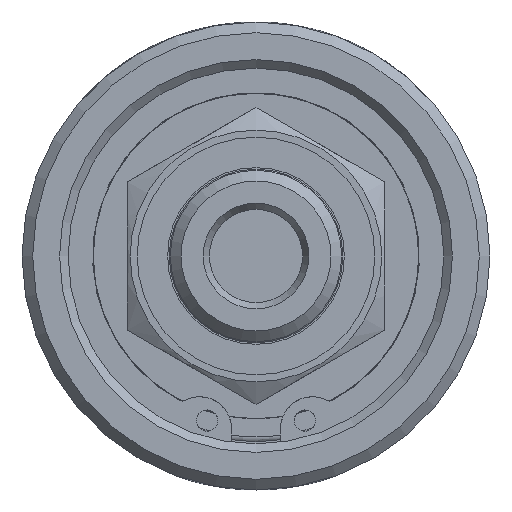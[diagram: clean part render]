
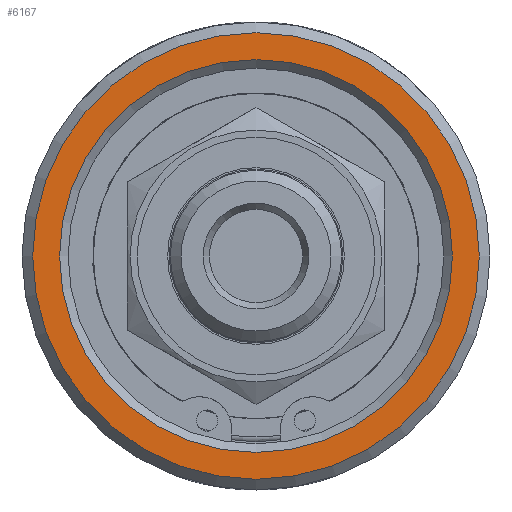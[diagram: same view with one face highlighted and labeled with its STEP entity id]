
A CAD part, left-side view. The second image highlights one B-rep face of the part: STEP entity #6167.
In plain terms, the highlighted planar face has unit normal (-1, 0, 0).
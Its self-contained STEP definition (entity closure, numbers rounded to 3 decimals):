
#1062=FACE_BOUND('',#2146,.T.);
#1215=CIRCLE('',#6659,18.34);
#1218=CIRCLE('',#6664,20.85);
#1434=PLANE('',#6663);
#1756=FACE_OUTER_BOUND('',#2145,.T.);
#2145=EDGE_LOOP('',(#5529));
#2146=EDGE_LOOP('',(#5530));
#2972=VERTEX_POINT('',#14374);
#2975=VERTEX_POINT('',#14384);
#3837=EDGE_CURVE('',#2972,#2972,#1215,.T.);
#3841=EDGE_CURVE('',#2975,#2975,#1218,.T.);
#5529=ORIENTED_EDGE('',*,*,#3841,.F.);
#5530=ORIENTED_EDGE('',*,*,#3837,.F.);
#6167=ADVANCED_FACE('',(#1756,#1062),#1434,.T.);
#6659=AXIS2_PLACEMENT_3D('',#14376,#7939,#7940);
#6663=AXIS2_PLACEMENT_3D('',#14383,#7948,#7949);
#6664=AXIS2_PLACEMENT_3D('',#14385,#7950,#7951);
#7939=DIRECTION('center_axis',(-1.,0.,0.));
#7940=DIRECTION('ref_axis',(0.,0.,
-1.));
#7948=DIRECTION('center_axis',(-1.,0.,0.));
#7949=DIRECTION('ref_axis',(0.,0.,1.));
#7950=DIRECTION('center_axis',(1.,0.,0.));
#7951=DIRECTION('ref_axis',(0.,-1.,0.));
#14374=CARTESIAN_POINT('',(25.74,0.,18.34));
#14376=CARTESIAN_POINT('Origin',(25.74,0.,0.));
#14383=CARTESIAN_POINT('Origin',(25.74,0.,0.));
#14384=CARTESIAN_POINT('',(25.74,20.85,0.));
#14385=CARTESIAN_POINT('Origin',(25.74,0.,0.));
